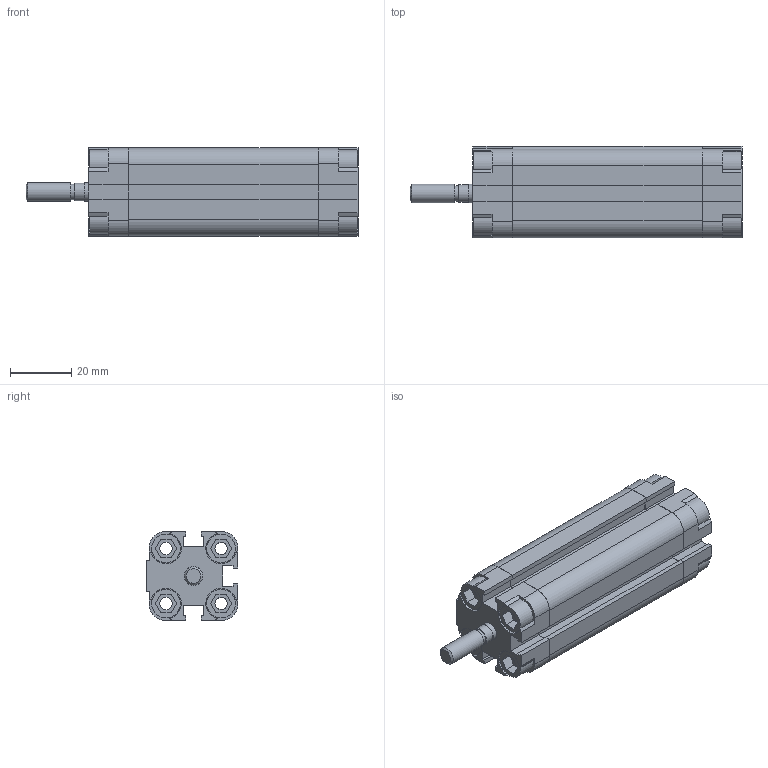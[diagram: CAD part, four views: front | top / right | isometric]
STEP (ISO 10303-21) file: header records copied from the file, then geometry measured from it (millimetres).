
FILE_DESCRIPTION(/* description */ ('Unknown'),/* implementation_level */ '2;1');
FILE_NAME(/* name */ '1581.12.50.02.1',/* time_stamp */ '2021-11-23T10:16:02-05:00',/* author */ ('Unknown'),/* organization */ ('Unknown'),/* preprocessor_version */ 'ST-DEVELOPER v16.7',/* originating_system */ 'Solid Edge',/* authorisation */ 'Unknown');
FILE_SCHEMA (('AUTOMOTIVE_DESIGN {1 0 10303 214 3 1 1}'));
Length unit declared in the file: millimetre
Products named in the file (7): 1581.12.50.02.1; _1581.12.40.02.1 (0) 40 0  _dummy; _12-testata_ant 1 8; _12-camicia814002; _12-testata_post 1 8; _12-stelo 40 0 02 1 02 40 0; _12-vite
Assembly tree (13 placements, depth 2):
  1581.12.50.02.1
    _1581.12.40.02.1 (0) 40 0  _dummy
    _12-testata_ant 1 8
    _12-camicia814002
    _12-testata_post 1 8
    _12-stelo 40 0 02 1 02 40 0
    _12-vite  x8
Bounding box: 108.5 x 30 x 29 mm (x, y, z)
Volume: 51134.7 mm3; surface area: 34398.9 mm2
Topology: 12 solids, 12 shells, 322 faces, 786 edges, 526 vertices
Faces by surface type: plane 214, cylinder 105, cone 3
Full cylindrical faces by diameter (mm): 4 x8, 4.134 x2, 5 x1, 5.8 x1, 6 x2, 6.1 x9, 6.2 x4, 6.5 x16, 7 x8, 9.4 x8, 12 x2
Entity records: 7406 total; most frequent: CARTESIAN_POINT 1097, DIRECTION 1094, ORIENTED_EDGE 1034, EDGE_CURVE 517, LINE 374, VECTOR 374, VERTEX_POINT 363, AXIS2_PLACEMENT_3D 360
